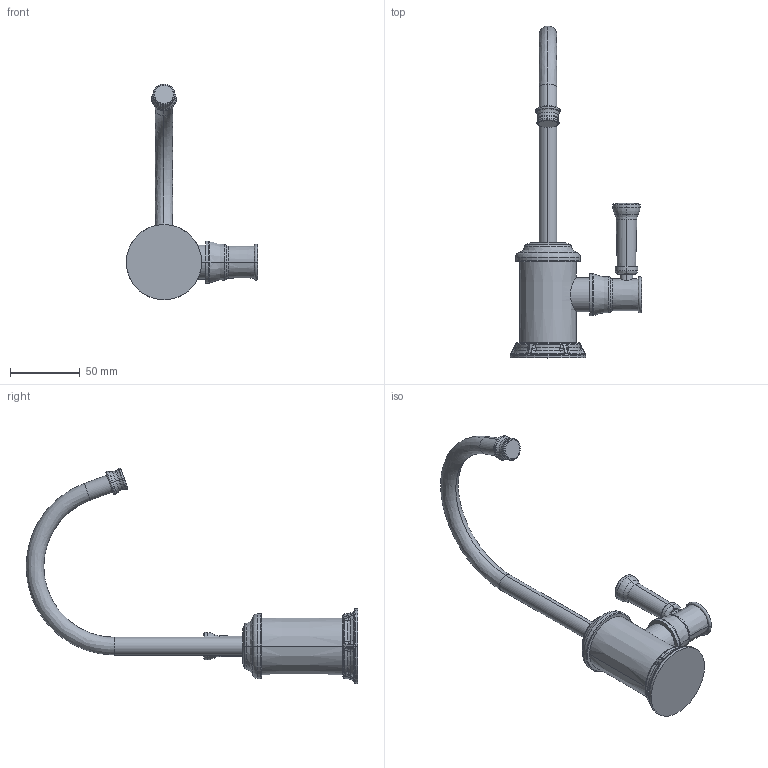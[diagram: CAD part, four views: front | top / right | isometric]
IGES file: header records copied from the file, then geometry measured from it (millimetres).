
Start section:  PTC IGES file: 3210-5623.igs
Global section: file name: 3210-5623.igs; native system: Creo Parametric by PTC Inc.; preprocessor: 2018400; author: jinson.thomas; organization: Unknown; date: 20210422.123130; units: inch
Bounding box: 94.17 x 238.07 x 154.7 mm (x, y, z)
Volume: 183009.6 mm3; surface area: 34368.9 mm2
Topology: 1 solids, 1 shells, 264 faces, 570 edges, 318 vertices
Faces by surface type: revolution 136, bspline 128
